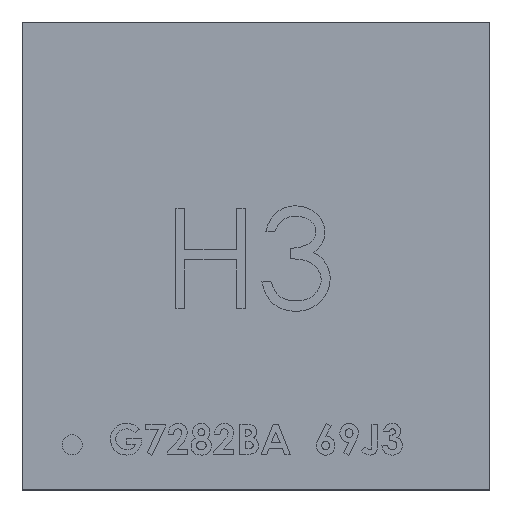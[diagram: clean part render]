
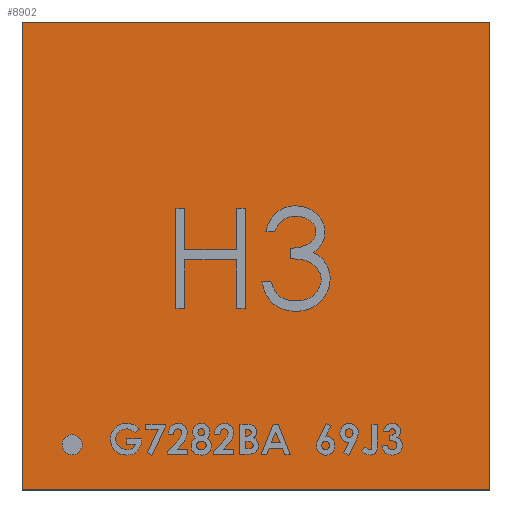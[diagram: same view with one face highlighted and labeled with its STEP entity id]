
A CAD part, top view. The second image highlights one B-rep face of the part: STEP entity #8902.
In plain terms, the highlighted planar face has unit normal (0, 0, 1).
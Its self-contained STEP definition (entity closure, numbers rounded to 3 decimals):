
#18 = VECTOR ( 'NONE', #6201, 1000. ) ;
#525 = CARTESIAN_POINT ( 'NONE',  ( 14., 0., 0.89 ) ) ;
#526 = VERTEX_POINT ( 'NONE', #6802 ) ;
#584 = LINE ( 'NONE', #525, #10432 ) ;
#803 = CARTESIAN_POINT ( 'NONE',  ( 0., 0., 0.89 ) ) ;
#1069 = CARTESIAN_POINT ( 'NONE',  ( 0., 14., 0.89 ) ) ;
#1292 = DIRECTION ( 'NONE',  ( -1., 0., 0. ) ) ;
#1341 = PLANE ( 'NONE',  #8971 ) ;
#1363 = CARTESIAN_POINT ( 'NONE',  ( 0., 0., 0.89 ) ) ;
#1883 = EDGE_CURVE ( 'NONE', #526, #8521, #4146, .T. ) ;
#2156 = ORIENTED_EDGE ( 'NONE', *, *, #7488, .T. ) ;
#2241 = DIRECTION ( 'NONE',  ( 0., 0., -1. ) ) ;
#2428 = DIRECTION ( 'NONE',  ( 0., -1., 0. ) ) ;
#3617 = VECTOR ( 'NONE', #2428, 1000. ) ;
#3695 = CARTESIAN_POINT ( 'NONE',  ( 14., 14., 0.89 ) ) ;
#4146 = LINE ( 'NONE', #1363, #4919 ) ;
#4404 = LINE ( 'NONE', #1069, #18 ) ;
#4591 = VERTEX_POINT ( 'NONE', #3695 ) ;
#4902 = CARTESIAN_POINT ( 'NONE',  ( 0., 14., 0.89 ) ) ;
#4919 = VECTOR ( 'NONE', #7574, 1000. ) ;
#5827 = EDGE_LOOP ( 'NONE', ( #2156, #8577, #10326, #6583 ) ) ;
#6201 = DIRECTION ( 'NONE',  ( -1., 0., 0. ) ) ;
#6376 = EDGE_CURVE ( 'NONE', #8521, #4591, #584, .T. ) ;
#6424 = CARTESIAN_POINT ( 'NONE',  ( 0., 0., 0.89 ) ) ;
#6583 = ORIENTED_EDGE ( 'NONE', *, *, #7713, .T. ) ;
#6612 = DIRECTION ( 'NONE',  ( 0., 1., 0. ) ) ;
#6640 = VERTEX_POINT ( 'NONE', #4902 ) ;
#6802 = CARTESIAN_POINT ( 'NONE',  ( 0., 0., 0.89 ) ) ;
#6827 = LINE ( 'NONE', #803, #3617 ) ;
#7488 = EDGE_CURVE ( 'NONE', #6640, #526, #6827, .T. ) ;
#7574 = DIRECTION ( 'NONE',  ( 1., 0., 0. ) ) ;
#7713 = EDGE_CURVE ( 'NONE', #4591, #6640, #4404, .T. ) ;
#8521 = VERTEX_POINT ( 'NONE', #10446 ) ;
#8577 = ORIENTED_EDGE ( 'NONE', *, *, #1883, .T. ) ;
#8902 = ADVANCED_FACE ( 'NONE', ( #10789 ), #1341, .F. ) ;
#8971 = AXIS2_PLACEMENT_3D ( 'NONE', #6424, #2241, #1292 ) ;
#10326 = ORIENTED_EDGE ( 'NONE', *, *, #6376, .T. ) ;
#10432 = VECTOR ( 'NONE', #6612, 1000. ) ;
#10446 = CARTESIAN_POINT ( 'NONE',  ( 14., 0., 0.89 ) ) ;
#10789 = FACE_OUTER_BOUND ( 'NONE', #5827, .T. ) ;
